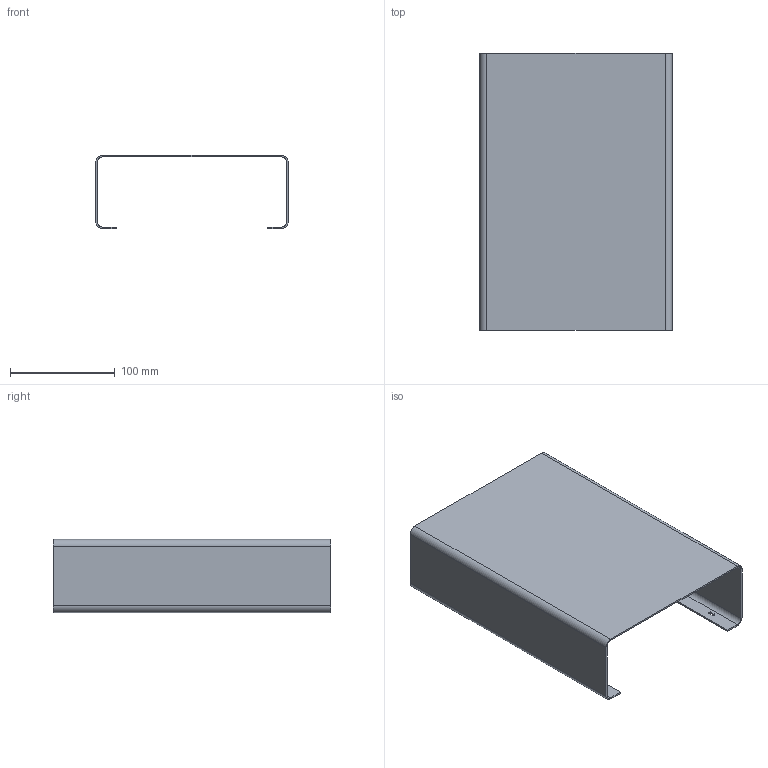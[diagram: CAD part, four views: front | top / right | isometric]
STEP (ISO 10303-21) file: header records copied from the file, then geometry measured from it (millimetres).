
FILE_DESCRIPTION(('FreeCAD Model'),'2;1');
FILE_NAME('Open CASCADE Shape Model','2023-09-14T02:30:23',('Author'),( ''),'Open CASCADE STEP processor 7.6','FreeCAD','Unknown');
FILE_SCHEMA(('AUTOMOTIVE_DESIGN { 1 0 10303 214 1 1 1 1 }'));
Length unit declared in the file: millimetre
Products named in the file (1): Cover
Bounding box: 184 x 265 x 70 mm (x, y, z)
Volume: 137863.8 mm3; surface area: 185761.2 mm2
Topology: 1 solids, 1 shells, 54 faces, 124 edges, 72 vertices
Faces by surface type: plane 38, cylinder 16
Entity records: 1522 total; most frequent: DIRECTION 266, CARTESIAN_POINT 251, ORIENTED_EDGE 248, EDGE_CURVE 124, LINE 92, VECTOR 92, AXIS2_PLACEMENT_3D 87, VERTEX_POINT 72
